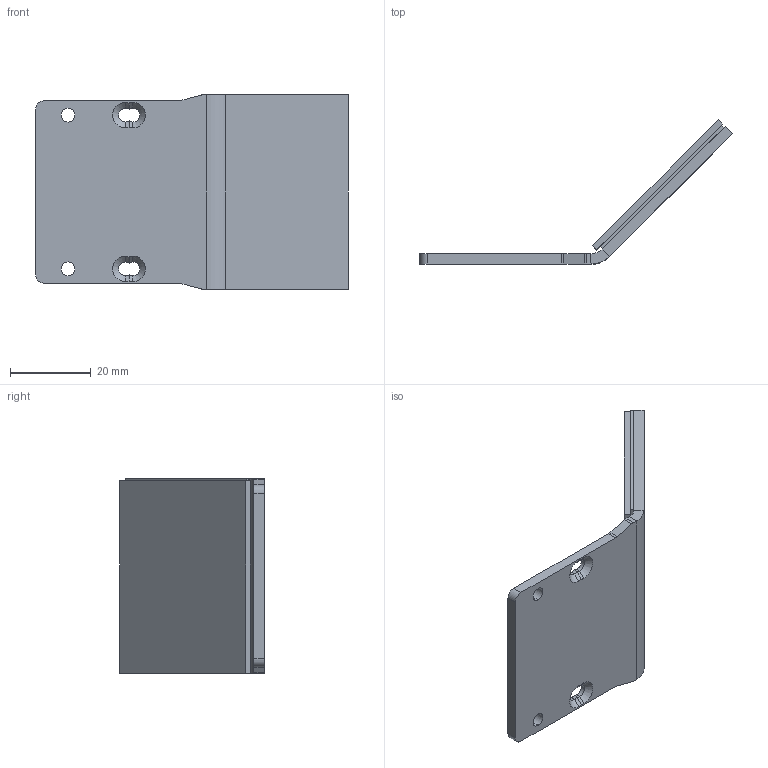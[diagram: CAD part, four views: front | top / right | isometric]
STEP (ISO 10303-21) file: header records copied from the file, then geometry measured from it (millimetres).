
FILE_DESCRIPTION (( 'STEP AP203' ), '1' );
FILE_NAME ('98-9000058-01Ext.STEP', '2016-07-14T21:40:48', ( '' ), ( '' ), 'SwSTEP 2.0', 'SolidWorks 2013', '' );
FILE_SCHEMA (( 'CONFIG_CONTROL_DESIGN' ));
Length unit declared in the file: inch
Products named in the file (1): 98-9000058-01Ext
Bounding box: 77.3 x 35.68 x 48 mm (x, y, z)
Surface area: 15293.8 mm2 (no closed solid volume)
Topology: 0 solids, 4 shells, 69 faces, 166 edges, 104 vertices
Faces by surface type: plane 33, cylinder 24, cone 12
Entity records: 2096 total; most frequent: DIRECTION 362, CARTESIAN_POINT 360, ORIENTED_EDGE 328, EDGE_CURVE 166, AXIS2_PLACEMENT_3D 130, VERTEX_POINT 104, VECTOR 102, LINE 102
